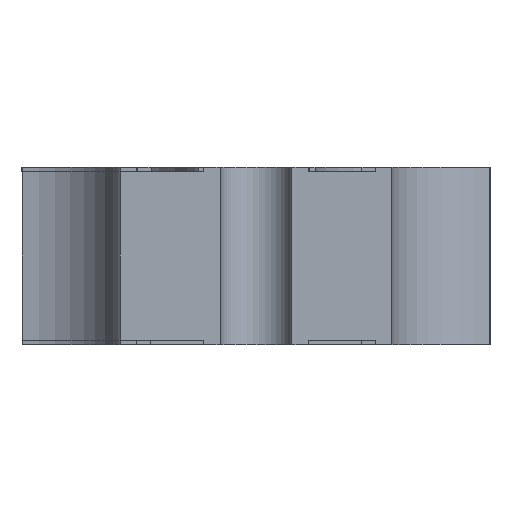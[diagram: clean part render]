
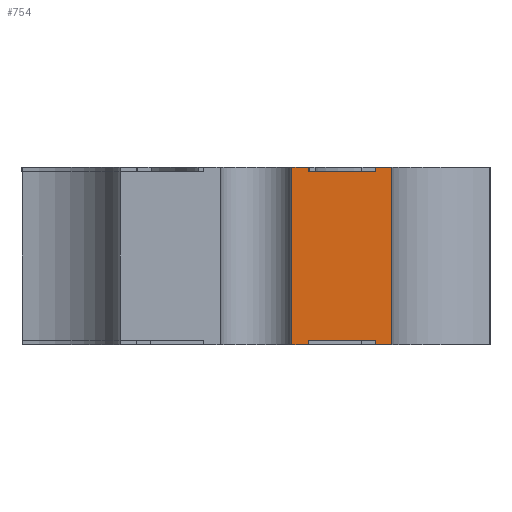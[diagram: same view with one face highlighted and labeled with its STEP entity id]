
A CAD part, left-side view. The second image highlights one B-rep face of the part: STEP entity #754.
In plain terms, the highlighted planar face has unit normal (-1, 0, 0).
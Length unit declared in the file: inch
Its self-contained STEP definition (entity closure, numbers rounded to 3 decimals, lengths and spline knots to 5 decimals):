
#118 = ORIENTED_EDGE ( 'NONE', *, *, #2227, .T. ) ;
#334 = ORIENTED_EDGE ( 'NONE', *, *, #12879, .T. ) ;
#346 = DIRECTION ( 'NONE',  ( 1., 0., 0. ) ) ;
#540 = VECTOR ( 'NONE', #16166, 39.37008 ) ;
#594 = VERTEX_POINT ( 'NONE', #15330 ) ;
#606 = VERTEX_POINT ( 'NONE', #6066 ) ;
#640 = LINE ( 'NONE', #19445, #6218 ) ;
#754 = ADVANCED_FACE ( 'NONE', ( #6884 ), #2204, .F. ) ;
#779 = LINE ( 'NONE', #9813, #540 ) ;
#843 = LINE ( 'NONE', #7191, #16414 ) ;
#1598 = CARTESIAN_POINT ( 'NONE',  ( -0.28, -0.01505, 0. ) ) ;
#1643 = ORIENTED_EDGE ( 'NONE', *, *, #5170, .T. ) ;
#1694 = AXIS2_PLACEMENT_3D ( 'NONE', #17794, #346, #8550 ) ;
#1791 = CARTESIAN_POINT ( 'NONE',  ( -0.28, -0.05075, 0.002 ) ) ;
#1889 = LINE ( 'NONE', #14166, #16179 ) ;
#2204 = PLANE ( 'NONE',  #1694 ) ;
#2208 = VECTOR ( 'NONE', #3197, 39.37008 ) ;
#2227 = EDGE_CURVE ( 'NONE', #19209, #2313, #10070, .T. ) ;
#2313 = VERTEX_POINT ( 'NONE', #19237 ) ;
#2536 = ORIENTED_EDGE ( 'NONE', *, *, #8544, .F. ) ;
#2879 = CARTESIAN_POINT ( 'NONE',  ( -0.28, -0.05782, 0. ) ) ;
#3045 = CARTESIAN_POINT ( 'NONE',  ( -0.28, -0.05075, 0.074 ) ) ;
#3140 = VERTEX_POINT ( 'NONE', #18037 ) ;
#3197 = DIRECTION ( 'NONE',  ( 0., -1., 0. ) ) ;
#3399 = VECTOR ( 'NONE', #10382, 39.37008 ) ;
#3590 = VECTOR ( 'NONE', #9380, 39.37008 ) ;
#3922 = EDGE_CURVE ( 'NONE', #7720, #19656, #5707, .T. ) ;
#4230 = DIRECTION ( 'NONE',  ( 0., -1., 0. ) ) ;
#4398 = LINE ( 'NONE', #3045, #3590 ) ;
#4663 = CARTESIAN_POINT ( 'NONE',  ( -0.28, -0.05782, 0. ) ) ;
#4799 = DIRECTION ( 'NONE',  ( 0., 1., 0. ) ) ;
#5170 = EDGE_CURVE ( 'NONE', #2313, #14780, #779, .T. ) ;
#5179 = ORIENTED_EDGE ( 'NONE', *, *, #13998, .F. ) ;
#5658 = LINE ( 'NONE', #10536, #17790 ) ;
#5707 = LINE ( 'NONE', #10590, #3399 ) ;
#5885 = CARTESIAN_POINT ( 'NONE',  ( -0.28, -0.05782, 0.076 ) ) ;
#6066 = CARTESIAN_POINT ( 'NONE',  ( -0.28, -0.05075, 0.076 ) ) ;
#6095 = VECTOR ( 'NONE', #4230, 39.37008 ) ;
#6218 = VECTOR ( 'NONE', #6983, 39.37008 ) ;
#6650 = EDGE_CURVE ( 'NONE', #8631, #606, #1889, .T. ) ;
#6675 = ORIENTED_EDGE ( 'NONE', *, *, #11284, .T. ) ;
#6744 = VECTOR ( 'NONE', #9472, 39.37008 ) ;
#6884 = FACE_OUTER_BOUND ( 'NONE', #10125, .T. ) ;
#6983 = DIRECTION ( 'NONE',  ( 0., 0., -1. ) ) ;
#7135 = DIRECTION ( 'NONE',  ( 0., 0., -1. ) ) ;
#7191 = CARTESIAN_POINT ( 'NONE',  ( -0.28, -0.01505, 0.002 ) ) ;
#7546 = EDGE_CURVE ( 'NONE', #7720, #8740, #5658, .T. ) ;
#7720 = VERTEX_POINT ( 'NONE', #1791 ) ;
#8280 = CARTESIAN_POINT ( 'NONE',  ( -0.28, -0.02225, 0.002 ) ) ;
#8319 = DIRECTION ( 'NONE',  ( 0., 1., 0. ) ) ;
#8544 = EDGE_CURVE ( 'NONE', #8740, #594, #13273, .T. ) ;
#8550 = DIRECTION ( 'NONE',  ( 0., 0., -1. ) ) ;
#8631 = VERTEX_POINT ( 'NONE', #5885 ) ;
#8740 = VERTEX_POINT ( 'NONE', #17225 ) ;
#9073 = CARTESIAN_POINT ( 'NONE',  ( -0.28, -0.05075, 0. ) ) ;
#9380 = DIRECTION ( 'NONE',  ( 0., 0., 1. ) ) ;
#9472 = DIRECTION ( 'NONE',  ( 0., 1., 0. ) ) ;
#9603 = CARTESIAN_POINT ( 'NONE',  ( -0.28, -0.02225, 0.076 ) ) ;
#9813 = CARTESIAN_POINT ( 'NONE',  ( -0.28, -0.02225, 0.074 ) ) ;
#10070 = LINE ( 'NONE', #13088, #14504 ) ;
#10125 = EDGE_LOOP ( 'NONE', ( #2536, #11745, #15256, #10587, #10631, #17358, #5179, #118, #1643, #334, #10750, #6675 ) ) ;
#10382 = DIRECTION ( 'NONE',  ( 0., 0., -1. ) ) ;
#10506 = DIRECTION ( 'NONE',  ( 0., 0., -1. ) ) ;
#10536 = CARTESIAN_POINT ( 'NONE',  ( -0.28, 0.00025, 0.002 ) ) ;
#10587 = ORIENTED_EDGE ( 'NONE', *, *, #16702, .T. ) ;
#10590 = CARTESIAN_POINT ( 'NONE',  ( -0.28, -0.05075, 0.002 ) ) ;
#10631 = ORIENTED_EDGE ( 'NONE', *, *, #18470, .F. ) ;
#10750 = ORIENTED_EDGE ( 'NONE', *, *, #11973, .T. ) ;
#11284 = EDGE_CURVE ( 'NONE', #15001, #594, #20147, .T. ) ;
#11745 = ORIENTED_EDGE ( 'NONE', *, *, #7546, .F. ) ;
#11827 = VECTOR ( 'NONE', #7135, 39.37008 ) ;
#11973 = EDGE_CURVE ( 'NONE', #13167, #15001, #843, .T. ) ;
#12879 = EDGE_CURVE ( 'NONE', #14780, #13167, #18644, .T. ) ;
#13088 = CARTESIAN_POINT ( 'NONE',  ( -0.28, 0.00025, 0.074 ) ) ;
#13167 = VERTEX_POINT ( 'NONE', #15260 ) ;
#13273 = LINE ( 'NONE', #8280, #11827 ) ;
#13462 = CARTESIAN_POINT ( 'NONE',  ( -0.28, -0.05075, 0.074 ) ) ;
#13998 = EDGE_CURVE ( 'NONE', #19209, #606, #4398, .T. ) ;
#14166 = CARTESIAN_POINT ( 'NONE',  ( -0.28, -0.10225, 0.076 ) ) ;
#14504 = VECTOR ( 'NONE', #8319, 39.37008 ) ;
#14780 = VERTEX_POINT ( 'NONE', #9603 ) ;
#15001 = VERTEX_POINT ( 'NONE', #1598 ) ;
#15256 = ORIENTED_EDGE ( 'NONE', *, *, #3922, .T. ) ;
#15260 = CARTESIAN_POINT ( 'NONE',  ( -0.28, -0.01505, 0.076 ) ) ;
#15330 = CARTESIAN_POINT ( 'NONE',  ( -0.28, -0.02225, 0. ) ) ;
#15595 = LINE ( 'NONE', #4663, #2208 ) ;
#16166 = DIRECTION ( 'NONE',  ( 0., 0., 1. ) ) ;
#16179 = VECTOR ( 'NONE', #4799, 39.37008 ) ;
#16414 = VECTOR ( 'NONE', #10506, 39.37008 ) ;
#16702 = EDGE_CURVE ( 'NONE', #19656, #3140, #15595, .T. ) ;
#17186 = CARTESIAN_POINT ( 'NONE',  ( -0.28, -0.10225, 0.076 ) ) ;
#17225 = CARTESIAN_POINT ( 'NONE',  ( -0.28, -0.02225, 0.002 ) ) ;
#17358 = ORIENTED_EDGE ( 'NONE', *, *, #6650, .T. ) ;
#17790 = VECTOR ( 'NONE', #18340, 39.37008 ) ;
#17794 = CARTESIAN_POINT ( 'NONE',  ( -0.28, -0.05782, 0.002 ) ) ;
#18037 = CARTESIAN_POINT ( 'NONE',  ( -0.28, -0.05782, 0. ) ) ;
#18340 = DIRECTION ( 'NONE',  ( 0., 1., 0. ) ) ;
#18470 = EDGE_CURVE ( 'NONE', #8631, #3140, #640, .T. ) ;
#18644 = LINE ( 'NONE', #17186, #6744 ) ;
#19209 = VERTEX_POINT ( 'NONE', #13462 ) ;
#19237 = CARTESIAN_POINT ( 'NONE',  ( -0.28, -0.02225, 0.074 ) ) ;
#19445 = CARTESIAN_POINT ( 'NONE',  ( -0.28, -0.05782, 0.002 ) ) ;
#19656 = VERTEX_POINT ( 'NONE', #9073 ) ;
#20147 = LINE ( 'NONE', #2879, #6095 ) ;
